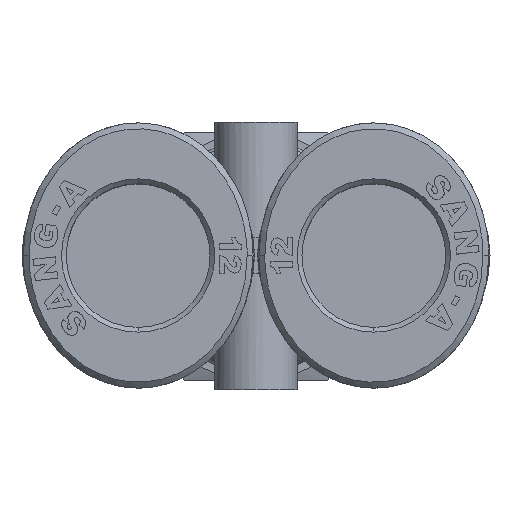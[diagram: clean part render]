
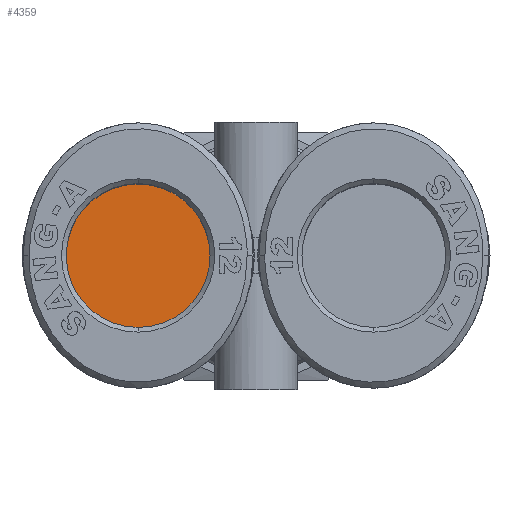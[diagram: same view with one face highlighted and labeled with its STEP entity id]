
A CAD part, top view. The second image highlights one B-rep face of the part: STEP entity #4359.
In plain terms, the highlighted face is planar.
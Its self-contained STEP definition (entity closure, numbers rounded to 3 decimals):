
#158 = DIRECTION ( 'NONE',  ( -1., 0., 0. ) ) ;
#300 = PLANE ( 'NONE',  #8481 ) ;
#2398 = EDGE_CURVE ( 'NONE', #20627, #10950, #10046, .T. ) ;
#2586 = CARTESIAN_POINT ( 'NONE',  ( -16.428, 0., -10. ) ) ;
#2772 = DIRECTION ( 'NONE',  ( 0., 0., -1. ) ) ;
#4359 = ADVANCED_FACE ( 'NONE', ( #12876 ), #300, .F. ) ;
#6938 = CARTESIAN_POINT ( 'NONE',  ( -16.428, 0., -10. ) ) ;
#7344 = ORIENTED_EDGE ( 'NONE', *, *, #2398, .T. ) ;
#8413 = CIRCLE ( 'NONE', #16243, 6.1 ) ;
#8481 = AXIS2_PLACEMENT_3D ( 'NONE', #2586, #11609, #2772 ) ;
#10046 = CIRCLE ( 'NONE', #20488, 6.1 ) ;
#10276 = EDGE_CURVE ( 'NONE', #10950, #20627, #8413, .T. ) ;
#10514 = CARTESIAN_POINT ( 'NONE',  ( -16.428, 0., -16.1 ) ) ;
#10950 = VERTEX_POINT ( 'NONE', #11622 ) ;
#11609 = DIRECTION ( 'NONE',  ( 1., 0., 0. ) ) ;
#11622 = CARTESIAN_POINT ( 'NONE',  ( -16.428, 0., -3.9 ) ) ;
#11655 = DIRECTION ( 'NONE',  ( 0., 0., -1. ) ) ;
#12712 = ORIENTED_EDGE ( 'NONE', *, *, #10276, .T. ) ;
#12876 = FACE_OUTER_BOUND ( 'NONE', #14536, .T. ) ;
#14536 = EDGE_LOOP ( 'NONE', ( #7344, #12712 ) ) ;
#16243 = AXIS2_PLACEMENT_3D ( 'NONE', #6938, #158, #11655 ) ;
#16342 = DIRECTION ( 'NONE',  ( -1., 0., 0. ) ) ;
#20488 = AXIS2_PLACEMENT_3D ( 'NONE', #27689, #16342, #25540 ) ;
#20627 = VERTEX_POINT ( 'NONE', #10514 ) ;
#25540 = DIRECTION ( 'NONE',  ( 0., 0., -1. ) ) ;
#27689 = CARTESIAN_POINT ( 'NONE',  ( -16.428, 0., -10. ) ) ;
